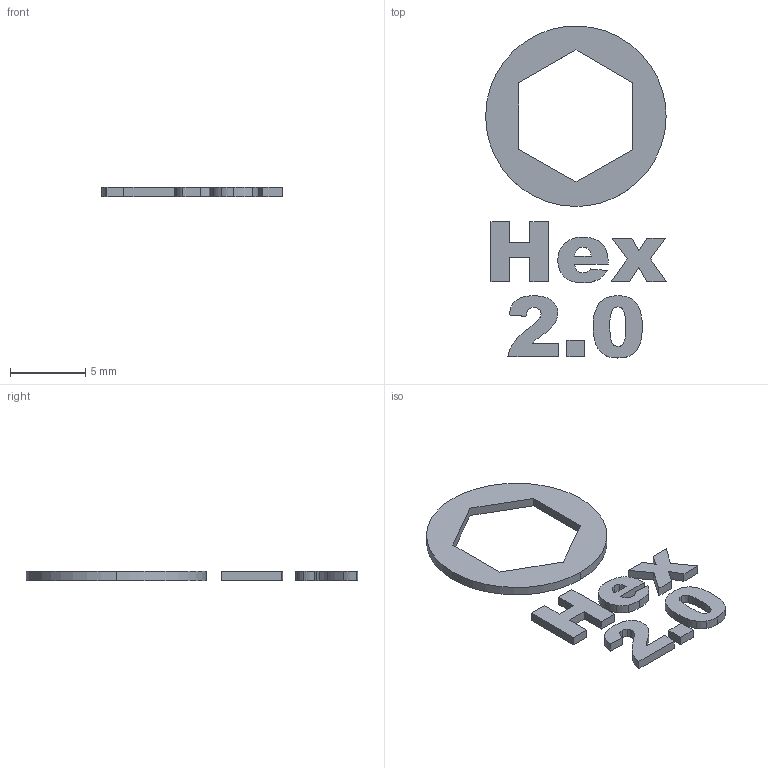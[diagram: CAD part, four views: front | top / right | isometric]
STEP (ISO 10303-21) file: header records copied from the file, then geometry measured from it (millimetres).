
FILE_DESCRIPTION(/* description */ (''),/* implementation_level */ '2;1');
FILE_NAME(/* name */ 'Hex 2.0.step',/* time_stamp */ '2023-03-31T18:01:17+02:00',/* author */ (''),/* organization */ (''),/* preprocessor_version */ 'ST-DEVELOPER v19.2',/* originating_system */ 'Autodesk Translation Framework v11.17.0.187',/* authorisation */ '');
FILE_SCHEMA (('AUTOMOTIVE_DESIGN { 1 0 10303 214 3 1 1 }'));
Length unit declared in the file: millimetre
Products named in the file (1): Hex 2.0
Bounding box: 12.02 x 22.08 x 0.6 mm (x, y, z)
Volume: 64 mm3; surface area: 310.6 mm2
Topology: 7 solids, 7 shells, 118 faces, 312 edges, 208 vertices
Faces by surface type: bspline 62, plane 56
Entity records: 4207 total; most frequent: CARTESIAN_POINT 1677, ORIENTED_EDGE 624, EDGE_CURVE 312, DIRECTION 302, VERTEX_POINT 208, LINE 188, VECTOR 188, EDGE_LOOP 124
